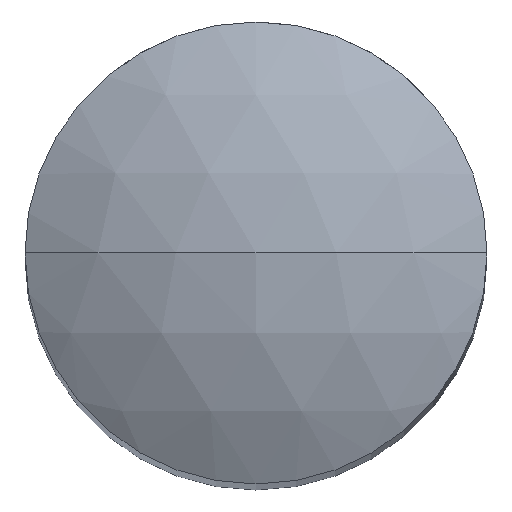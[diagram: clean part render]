
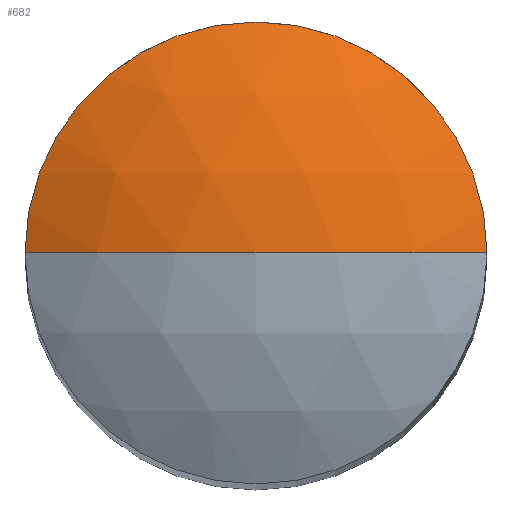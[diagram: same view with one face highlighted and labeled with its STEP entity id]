
A CAD part, top view. The second image highlights one B-rep face of the part: STEP entity #682.
In plain terms, the highlighted spherical face has radius 1 mm.
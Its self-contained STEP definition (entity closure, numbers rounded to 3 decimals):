
#115 = ORIENTED_EDGE ( 'NONE', *, *, #609, .F. ) ;
#124 = CARTESIAN_POINT ( 'NONE',  ( 0., 0., 7. ) ) ;
#137 = CIRCLE ( 'NONE', #214, 0.5 ) ;
#176 = VERTEX_POINT ( 'NONE', #474 ) ;
#181 = AXIS2_PLACEMENT_3D ( 'NONE', #124, #796, #865 ) ;
#185 = AXIS2_PLACEMENT_3D ( 'NONE', #671, #270, #737 ) ;
#191 = DIRECTION ( 'NONE',  ( 0., 0., -1. ) ) ;
#213 = CARTESIAN_POINT ( 'NONE',  ( 0., 0., 8. ) ) ;
#214 = AXIS2_PLACEMENT_3D ( 'NONE', #605, #191, #665 ) ;
#270 = DIRECTION ( 'NONE',  ( 0., 1., 0. ) ) ;
#287 = AXIS2_PLACEMENT_3D ( 'NONE', #366, #762, #684 ) ;
#335 = CARTESIAN_POINT ( 'NONE',  ( -0.5, 0., 7.866 ) ) ;
#341 = CIRCLE ( 'NONE', #287, 1. ) ;
#366 = CARTESIAN_POINT ( 'NONE',  ( 0., 0., 7. ) ) ;
#396 = VERTEX_POINT ( 'NONE', #213 ) ;
#404 = EDGE_LOOP ( 'NONE', ( #115, #492, #730 ) ) ;
#456 = SPHERICAL_SURFACE ( 'NONE', #181, 1. ) ;
#474 = CARTESIAN_POINT ( 'NONE',  ( 0.5, 0., 7.866 ) ) ;
#492 = ORIENTED_EDGE ( 'NONE', *, *, #726, .T. ) ;
#605 = CARTESIAN_POINT ( 'NONE',  ( 0., 0., 7.866 ) ) ;
#609 = EDGE_CURVE ( 'NONE', #396, #716, #341, .T. ) ;
#621 = CIRCLE ( 'NONE', #185, 1. ) ;
#641 = FACE_OUTER_BOUND ( 'NONE', #404, .T. ) ;
#665 = DIRECTION ( 'NONE',  ( -1., 0., 0. ) ) ;
#671 = CARTESIAN_POINT ( 'NONE',  ( 0., 0., 7. ) ) ;
#674 = EDGE_CURVE ( 'NONE', #716, #176, #137, .T. ) ;
#682 = ADVANCED_FACE ( 'NONE', ( #641 ), #456, .T. ) ;
#684 = DIRECTION ( 'NONE',  ( 1., 0., 0. ) ) ;
#716 = VERTEX_POINT ( 'NONE', #335 ) ;
#726 = EDGE_CURVE ( 'NONE', #396, #176, #621, .T. ) ;
#730 = ORIENTED_EDGE ( 'NONE', *, *, #674, .F. ) ;
#737 = DIRECTION ( 'NONE',  ( 0., 0., 1. ) ) ;
#762 = DIRECTION ( 'NONE',  ( 0., -1., 0. ) ) ;
#796 = DIRECTION ( 'NONE',  ( 0., -1., 0. ) ) ;
#865 = DIRECTION ( 'NONE',  ( 1., 0., 0. ) ) ;
